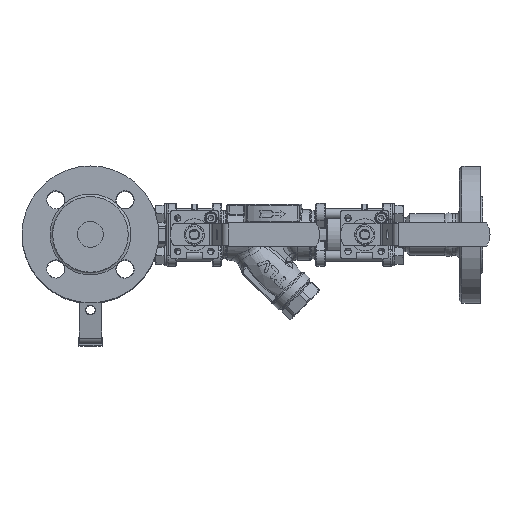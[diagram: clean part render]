
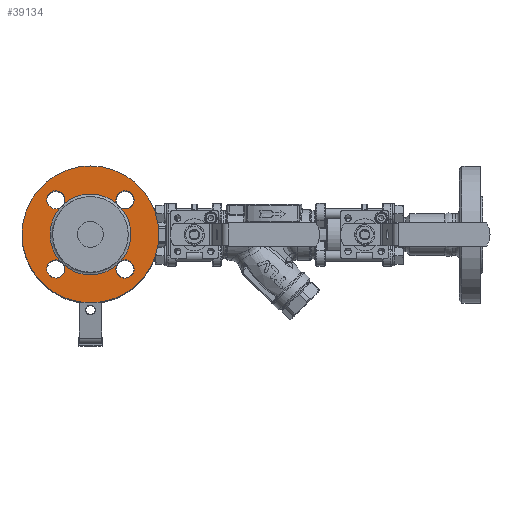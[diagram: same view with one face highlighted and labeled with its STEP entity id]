
A CAD part, top view. The second image highlights one B-rep face of the part: STEP entity #39134.
In plain terms, the highlighted planar face has unit normal (0, 0, 1).
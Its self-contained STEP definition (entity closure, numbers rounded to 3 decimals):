
#8243=FACE_BOUND('',#10948,.T.);
#8494=FACE_OUTER_BOUND('',#10947,.T.);
#10947=EDGE_LOOP('',(#26187,#26188));
#10948=EDGE_LOOP('',(#26189,#26190,#26191,#26192,#26193,#26194,#26195,#26196,
#26197,#26198,#26199,#26200,#26201));
#13627=CIRCLE('',#41690,31.);
#13628=CIRCLE('',#41691,31.);
#13629=CIRCLE('',#41692,31.);
#13630=CIRCLE('',#41693,31.);
#13631=CIRCLE('',#41694,31.);
#13632=CIRCLE('',#41696,7.);
#13633=CIRCLE('',#41697,7.);
#13634=CIRCLE('',#41699,7.);
#13635=CIRCLE('',#41700,7.);
#13636=CIRCLE('',#41702,7.);
#13637=CIRCLE('',#41703,7.);
#13638=CIRCLE('',#41705,7.);
#13639=CIRCLE('',#41706,7.);
#13642=CIRCLE('',#41711,52.5);
#13643=CIRCLE('',#41712,52.5);
#16064=VERTEX_POINT('',#58627);
#16065=VERTEX_POINT('',#58629);
#16066=VERTEX_POINT('',#58631);
#16067=VERTEX_POINT('',#58652);
#16068=VERTEX_POINT('',#58654);
#16069=VERTEX_POINT('',#58675);
#16070=VERTEX_POINT('',#58677);
#16071=VERTEX_POINT('',#58698);
#16072=VERTEX_POINT('',#58700);
#16073=VERTEX_POINT('',#58723);
#16074=VERTEX_POINT('',#58728);
#16075=VERTEX_POINT('',#58733);
#16076=VERTEX_POINT('',#58738);
#16079=VERTEX_POINT('',#58749);
#16080=VERTEX_POINT('',#58751);
#19872=EDGE_CURVE('',#16064,#16065,#13627,.T.);
#19874=EDGE_CURVE('',#16066,#16067,#13628,.T.);
#19876=EDGE_CURVE('',#16068,#16069,#13629,.T.);
#19878=EDGE_CURVE('',#16070,#16071,#13630,.T.);
#19880=EDGE_CURVE('',#16072,#16064,#13631,.T.);
#19881=EDGE_CURVE('',#16068,#16073,#13632,.T.);
#19882=EDGE_CURVE('',#16073,#16067,#13633,.T.);
#19884=EDGE_CURVE('',#16070,#16074,#13634,.T.);
#19885=EDGE_CURVE('',#16074,#16069,#13635,.T.);
#19887=EDGE_CURVE('',#16072,#16075,#13636,.T.);
#19888=EDGE_CURVE('',#16075,#16071,#13637,.T.);
#19890=EDGE_CURVE('',#16066,#16076,#13638,.T.);
#19891=EDGE_CURVE('',#16076,#16065,#13639,.T.);
#19897=EDGE_CURVE('',#16079,#16080,#13642,.T.);
#19898=EDGE_CURVE('',#16080,#16079,#13643,.T.);
#26187=ORIENTED_EDGE('',*,*,#19898,.F.);
#26188=ORIENTED_EDGE('',*,*,#19897,.F.);
#26189=ORIENTED_EDGE('',*,*,#19878,.F.);
#26190=ORIENTED_EDGE('',*,*,#19884,.T.);
#26191=ORIENTED_EDGE('',*,*,#19885,.T.);
#26192=ORIENTED_EDGE('',*,*,#19876,.F.);
#26193=ORIENTED_EDGE('',*,*,#19881,.T.);
#26194=ORIENTED_EDGE('',*,*,#19882,.T.);
#26195=ORIENTED_EDGE('',*,*,#19874,.F.);
#26196=ORIENTED_EDGE('',*,*,#19890,.T.);
#26197=ORIENTED_EDGE('',*,*,#19891,.T.);
#26198=ORIENTED_EDGE('',*,*,#19872,.F.);
#26199=ORIENTED_EDGE('',*,*,#19880,.F.);
#26200=ORIENTED_EDGE('',*,*,#19887,.T.);
#26201=ORIENTED_EDGE('',*,*,#19888,.T.);
#38217=PLANE('',#41714);
#39134=ADVANCED_FACE('',(#8494,#8243),#38217,.F.);
#41690=AXIS2_PLACEMENT_3D('',#58630,#46703,#46704);
#41691=AXIS2_PLACEMENT_3D('',#58653,#46705,#46706);
#41692=AXIS2_PLACEMENT_3D('',#58676,#46707,#46708);
#41693=AXIS2_PLACEMENT_3D('',#58699,#46709,#46710);
#41694=AXIS2_PLACEMENT_3D('',#58721,#46711,#46712);
#41696=AXIS2_PLACEMENT_3D('',#58724,#46715,#46716);
#41697=AXIS2_PLACEMENT_3D('',#58725,#46717,#46718);
#41699=AXIS2_PLACEMENT_3D('',#58729,#46722,#46723);
#41700=AXIS2_PLACEMENT_3D('',#58730,#46724,#46725);
#41702=AXIS2_PLACEMENT_3D('',#58734,#46729,#46730);
#41703=AXIS2_PLACEMENT_3D('',#58735,#46731,#46732);
#41705=AXIS2_PLACEMENT_3D('',#58739,#46736,#46737);
#41706=AXIS2_PLACEMENT_3D('',#58740,#46738,#46739);
#41711=AXIS2_PLACEMENT_3D('',#58752,#46751,#46752);
#41712=AXIS2_PLACEMENT_3D('',#58753,#46753,#46754);
#41714=AXIS2_PLACEMENT_3D('',#58755,#46757,#46758);
#46703=DIRECTION('center_axis',(0.,0.,
1.));
#46704=DIRECTION('ref_axis',(1.,0.,0.));
#46705=DIRECTION('center_axis',(0.,0.,
1.));
#46706=DIRECTION('ref_axis',(1.,0.,0.));
#46707=DIRECTION('center_axis',(0.,0.,
1.));
#46708=DIRECTION('ref_axis',(1.,0.,0.));
#46709=DIRECTION('center_axis',(0.,0.,
1.));
#46710=DIRECTION('ref_axis',(1.,0.,0.));
#46711=DIRECTION('center_axis',(0.,0.,
1.));
#46712=DIRECTION('ref_axis',(1.,0.,0.));
#46715=DIRECTION('center_axis',(0.,0.,
-1.));
#46716=DIRECTION('ref_axis',(0.,-1.,0.));
#46717=DIRECTION('center_axis',(0.,0.,
-1.));
#46718=DIRECTION('ref_axis',(0.,-1.,0.));
#46722=DIRECTION('center_axis',(0.,0.,
-1.));
#46723=DIRECTION('ref_axis',(1.,0.,0.));
#46724=DIRECTION('center_axis',(0.,0.,
-1.));
#46725=DIRECTION('ref_axis',(1.,0.,0.));
#46729=DIRECTION('center_axis',(0.,0.,
-1.));
#46730=DIRECTION('ref_axis',(0.,1.,0.));
#46731=DIRECTION('center_axis',(0.,0.,
-1.));
#46732=DIRECTION('ref_axis',(0.,1.,0.));
#46736=DIRECTION('center_axis',(0.,0.,
-1.));
#46737=DIRECTION('ref_axis',(-1.,0.,0.));
#46738=DIRECTION('center_axis',(0.,0.,
-1.));
#46739=DIRECTION('ref_axis',(-1.,0.,0.));
#46751=DIRECTION('center_axis',(0.,0.,
-1.));
#46752=DIRECTION('ref_axis',(1.,0.,0.));
#46753=DIRECTION('center_axis',(0.,0.,
-1.));
#46754=DIRECTION('ref_axis',(1.,0.,0.));
#46757=DIRECTION('center_axis',(0.,0.,
-1.));
#46758=DIRECTION('ref_axis',(1.,0.,0.));
#58627=CARTESIAN_POINT('',(-336.172,-127.686,172.648));
#58629=CARTESIAN_POINT('',(-328.698,-147.874,172.648));
#58630=CARTESIAN_POINT('Origin',(-305.172,-127.686,172.648));
#58631=CARTESIAN_POINT('',(-325.36,-151.212,172.648));
#58652=CARTESIAN_POINT('',(-284.985,-151.212,172.648));
#58653=CARTESIAN_POINT('Origin',(-305.172,-127.686,172.648));
#58654=CARTESIAN_POINT('',(-281.646,-147.874,172.648));
#58675=CARTESIAN_POINT('',(-281.646,-107.499,172.648));
#58676=CARTESIAN_POINT('Origin',(-305.172,-127.686,172.648));
#58677=CARTESIAN_POINT('',(-284.985,-104.161,172.648));
#58698=CARTESIAN_POINT('',(-325.36,-104.161,172.648));
#58699=CARTESIAN_POINT('Origin',(-305.172,-127.686,172.648));
#58700=CARTESIAN_POINT('',(-328.698,-107.499,172.648));
#58721=CARTESIAN_POINT('Origin',(-305.172,-127.686,172.648));
#58723=CARTESIAN_POINT('',(-278.656,-147.203,172.648));
#58724=CARTESIAN_POINT('Origin',(-278.656,-154.203,172.648));
#58725=CARTESIAN_POINT('Origin',(-278.656,-154.203,172.648));
#58728=CARTESIAN_POINT('',(-285.656,-101.17,172.648));
#58729=CARTESIAN_POINT('Origin',(-278.656,-101.17,172.648));
#58730=CARTESIAN_POINT('Origin',(-278.656,-101.17,172.648));
#58733=CARTESIAN_POINT('',(-331.689,-108.17,172.648));
#58734=CARTESIAN_POINT('Origin',(-331.689,-101.17,172.648));
#58735=CARTESIAN_POINT('Origin',(-331.689,-101.17,172.648));
#58738=CARTESIAN_POINT('',(-324.689,-154.203,172.648));
#58739=CARTESIAN_POINT('Origin',(-331.689,-154.203,172.648));
#58740=CARTESIAN_POINT('Origin',(-331.689,-154.203,172.648));
#58749=CARTESIAN_POINT('',(-357.672,-127.686,172.648));
#58751=CARTESIAN_POINT('',(-252.672,-127.686,172.648));
#58752=CARTESIAN_POINT('Origin',(-305.172,-127.686,172.648));
#58753=CARTESIAN_POINT('Origin',(-305.172,-127.686,172.648));
#58755=CARTESIAN_POINT('Origin',(-305.172,-127.686,172.648));
